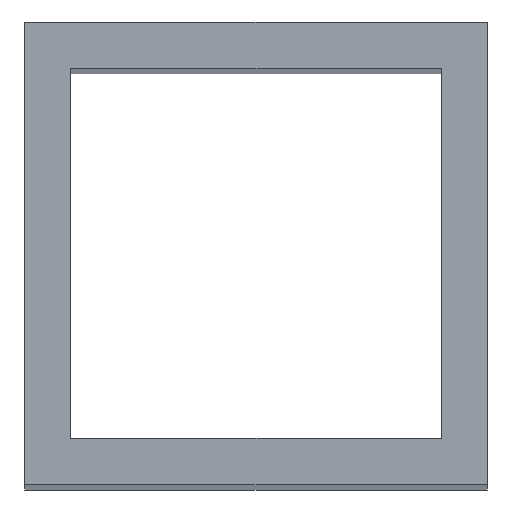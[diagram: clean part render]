
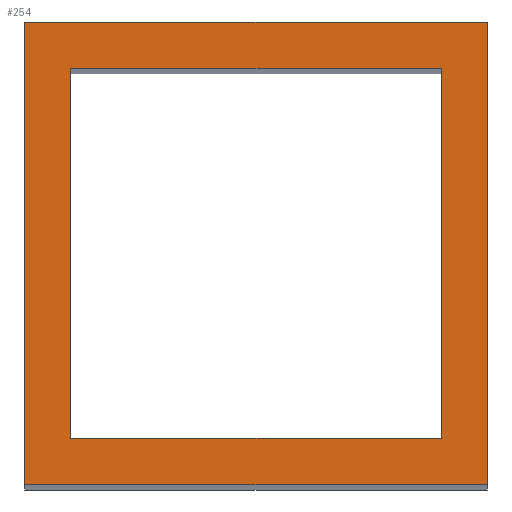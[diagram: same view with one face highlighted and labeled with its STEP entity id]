
A CAD part, top view. The second image highlights one B-rep face of the part: STEP entity #254.
In plain terms, the highlighted planar face has unit normal (0, 0, 1).
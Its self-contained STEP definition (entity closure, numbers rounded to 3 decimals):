
#28 = ORIENTED_EDGE ( 'NONE', *, *, #277, .T. ) ;
#29 = VECTOR ( 'NONE', #79, 1000. ) ;
#30 = VERTEX_POINT ( 'NONE', #263 ) ;
#32 = LINE ( 'NONE', #142, #633 ) ;
#37 = CARTESIAN_POINT ( 'NONE',  ( -7.5, 7.5, 100. ) ) ;
#38 = DIRECTION ( 'NONE',  ( -1., 0., 0. ) ) ;
#42 = ORIENTED_EDGE ( 'NONE', *, *, #307, .T. ) ;
#46 = VECTOR ( 'NONE', #501, 1000. ) ;
#49 = CARTESIAN_POINT ( 'NONE',  ( -6., 6., 100. ) ) ;
#50 = CARTESIAN_POINT ( 'NONE',  ( -7.5, -7.5, 100. ) ) ;
#55 = ORIENTED_EDGE ( 'NONE', *, *, #108, .T. ) ;
#64 = VERTEX_POINT ( 'NONE', #564 ) ;
#79 = DIRECTION ( 'NONE',  ( -1., 0., 0. ) ) ;
#81 = DIRECTION ( 'NONE',  ( 1., 0., 0. ) ) ;
#84 = CARTESIAN_POINT ( 'NONE',  ( -7.5, -7.5, 100. ) ) ;
#86 = CARTESIAN_POINT ( 'NONE',  ( 6., -6., 100. ) ) ;
#88 = DIRECTION ( 'NONE',  ( 0., 1., 0. ) ) ;
#93 = CARTESIAN_POINT ( 'NONE',  ( 7.5, 7.5, 100. ) ) ;
#106 = DIRECTION ( 'NONE',  ( 1., 0., 0. ) ) ;
#108 = EDGE_CURVE ( 'NONE', #315, #110, #620, .T. ) ;
#110 = VERTEX_POINT ( 'NONE', #369 ) ;
#113 = LINE ( 'NONE', #49, #255 ) ;
#142 = CARTESIAN_POINT ( 'NONE',  ( -7.5, -7.5, 100. ) ) ;
#156 = VERTEX_POINT ( 'NONE', #271 ) ;
#158 = EDGE_CURVE ( 'NONE', #413, #30, #430, .T. ) ;
#209 = FACE_OUTER_BOUND ( 'NONE', #543, .T. ) ;
#235 = PLANE ( 'NONE',  #563 ) ;
#239 = DIRECTION ( 'NONE',  ( 0., 0., -1. ) ) ;
#240 = EDGE_CURVE ( 'NONE', #64, #505, #348, .T. ) ;
#245 = DIRECTION ( 'NONE',  ( -1., 0., 0. ) ) ;
#247 = CARTESIAN_POINT ( 'NONE',  ( -6., -6., 100. ) ) ;
#254 = ADVANCED_FACE ( 'NONE', ( #606, #209 ), #235, .F. ) ;
#255 = VECTOR ( 'NONE', #245, 1000. ) ;
#263 = CARTESIAN_POINT ( 'NONE',  ( 7.5, -7.5, 100. ) ) ;
#271 = CARTESIAN_POINT ( 'NONE',  ( -6., 6., 100. ) ) ;
#277 = EDGE_CURVE ( 'NONE', #30, #315, #425, .T. ) ;
#284 = LINE ( 'NONE', #247, #578 ) ;
#307 = EDGE_CURVE ( 'NONE', #110, #413, #32, .T. ) ;
#315 = VERTEX_POINT ( 'NONE', #435 ) ;
#316 = ORIENTED_EDGE ( 'NONE', *, *, #158, .T. ) ;
#321 = VERTEX_POINT ( 'NONE', #390 ) ;
#335 = CARTESIAN_POINT ( 'NONE',  ( 7.5, -7.5, 100. ) ) ;
#348 = LINE ( 'NONE', #86, #383 ) ;
#369 = CARTESIAN_POINT ( 'NONE',  ( -7.5, 7.5, 100. ) ) ;
#383 = VECTOR ( 'NONE', #445, 1000. ) ;
#390 = CARTESIAN_POINT ( 'NONE',  ( -6., -6., 100. ) ) ;
#395 = EDGE_CURVE ( 'NONE', #505, #156, #113, .T. ) ;
#396 = ORIENTED_EDGE ( 'NONE', *, *, #240, .F. ) ;
#397 = ORIENTED_EDGE ( 'NONE', *, *, #558, .F. ) ;
#400 = LINE ( 'NONE', #600, #46 ) ;
#402 = VECTOR ( 'NONE', #81, 1000. ) ;
#413 = VERTEX_POINT ( 'NONE', #50 ) ;
#425 = LINE ( 'NONE', #335, #443 ) ;
#430 = LINE ( 'NONE', #84, #402 ) ;
#435 = CARTESIAN_POINT ( 'NONE',  ( 7.5, 7.5, 100. ) ) ;
#443 = VECTOR ( 'NONE', #88, 1000. ) ;
#445 = DIRECTION ( 'NONE',  ( 0., 1., 0. ) ) ;
#473 = EDGE_LOOP ( 'NONE', ( #559, #396, #397, #580 ) ) ;
#501 = DIRECTION ( 'NONE',  ( 0., -1., 0. ) ) ;
#505 = VERTEX_POINT ( 'NONE', #546 ) ;
#521 = DIRECTION ( 'NONE',  ( 0., -1., 0. ) ) ;
#543 = EDGE_LOOP ( 'NONE', ( #28, #55, #42, #316 ) ) ;
#546 = CARTESIAN_POINT ( 'NONE',  ( 6., 6., 100. ) ) ;
#548 = EDGE_CURVE ( 'NONE', #156, #321, #400, .T. ) ;
#558 = EDGE_CURVE ( 'NONE', #321, #64, #284, .T. ) ;
#559 = ORIENTED_EDGE ( 'NONE', *, *, #395, .F. ) ;
#563 = AXIS2_PLACEMENT_3D ( 'NONE', #93, #239, #38 ) ;
#564 = CARTESIAN_POINT ( 'NONE',  ( 6., -6., 100. ) ) ;
#578 = VECTOR ( 'NONE', #106, 1000. ) ;
#580 = ORIENTED_EDGE ( 'NONE', *, *, #548, .F. ) ;
#600 = CARTESIAN_POINT ( 'NONE',  ( -6., -6., 100. ) ) ;
#606 = FACE_BOUND ( 'NONE', #473, .T. ) ;
#620 = LINE ( 'NONE', #37, #29 ) ;
#633 = VECTOR ( 'NONE', #521, 1000. ) ;
